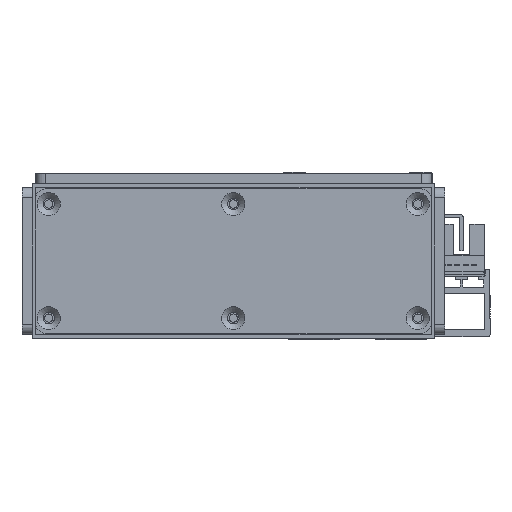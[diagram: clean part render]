
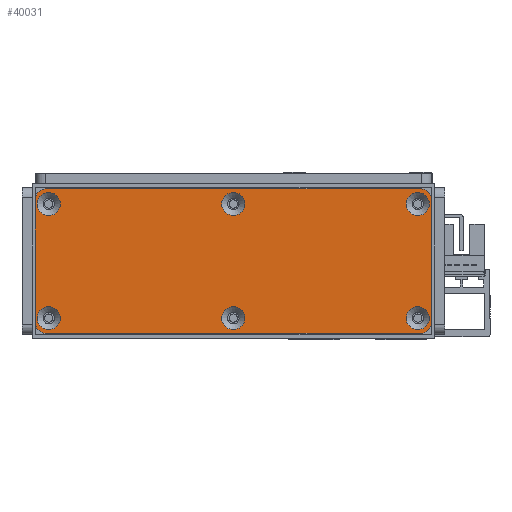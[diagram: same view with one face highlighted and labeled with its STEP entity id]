
A CAD part, front view. The second image highlights one B-rep face of the part: STEP entity #40031.
In plain terms, the highlighted face is planar.
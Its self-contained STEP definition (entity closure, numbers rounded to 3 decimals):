
#661=FACE_BOUND('',#7197,.T.);
#662=FACE_BOUND('',#7198,.T.);
#663=FACE_BOUND('',#7199,.T.);
#664=FACE_BOUND('',#7200,.T.);
#665=FACE_BOUND('',#7201,.T.);
#666=FACE_BOUND('',#7202,.T.);
#2305=PLANE('',#43275);
#4764=FACE_OUTER_BOUND('',#7196,.T.);
#7196=EDGE_LOOP('',(#37307,#37308,#37309,#37310,#37311,#37312,#37313,#37314));
#7197=EDGE_LOOP('',(#37315));
#7198=EDGE_LOOP('',(#37316));
#7199=EDGE_LOOP('',(#37317));
#7200=EDGE_LOOP('',(#37318));
#7201=EDGE_LOOP('',(#37319));
#7202=EDGE_LOOP('',(#37320));
#11685=LINE('',#66243,#16252);
#11689=LINE('',#66255,#16256);
#11693=LINE('',#66267,#16260);
#11697=LINE('',#66277,#16264);
#16252=VECTOR('',#53374,10.);
#16256=VECTOR('',#53386,10.);
#16260=VECTOR('',#53398,10.);
#16264=VECTOR('',#53410,10.);
#17326=CIRCLE('',#43229,3.45);
#17329=CIRCLE('',#43234,3.45);
#17332=CIRCLE('',#43239,3.45);
#17335=CIRCLE('',#43244,3.45);
#17338=CIRCLE('',#43249,3.45);
#17341=CIRCLE('',#43254,3.45);
#17345=CIRCLE('',#43260,3.);
#17347=CIRCLE('',#43264,3.);
#17349=CIRCLE('',#43268,3.);
#17351=CIRCLE('',#43272,3.);
#20922=VERTEX_POINT('',#66171);
#20925=VERTEX_POINT('',#66181);
#20928=VERTEX_POINT('',#66191);
#20931=VERTEX_POINT('',#66201);
#20934=VERTEX_POINT('',#66211);
#20937=VERTEX_POINT('',#66221);
#20942=VERTEX_POINT('',#66234);
#20943=VERTEX_POINT('',#66236);
#20945=VERTEX_POINT('',#66242);
#20947=VERTEX_POINT('',#66248);
#20949=VERTEX_POINT('',#66254);
#20951=VERTEX_POINT('',#66260);
#20953=VERTEX_POINT('',#66266);
#20955=VERTEX_POINT('',#66272);
#26392=EDGE_CURVE('',#20922,#20922,#17326,.T.);
#26397=EDGE_CURVE('',#20925,#20925,#17329,.T.);
#26402=EDGE_CURVE('',#20928,#20928,#17332,.T.);
#26407=EDGE_CURVE('',#20931,#20931,#17335,.T.);
#26412=EDGE_CURVE('',#20934,#20934,#17338,.T.);
#26417=EDGE_CURVE('',#20937,#20937,#17341,.T.);
#26424=EDGE_CURVE('',#20943,#20942,#17345,.T.);
#26427=EDGE_CURVE('',#20945,#20943,#11685,.T.);
#26430=EDGE_CURVE('',#20947,#20945,#17347,.T.);
#26433=EDGE_CURVE('',#20949,#20947,#11689,.T.);
#26436=EDGE_CURVE('',#20951,#20949,#17349,.T.);
#26439=EDGE_CURVE('',#20953,#20951,#11693,.T.);
#26442=EDGE_CURVE('',#20955,#20953,#17351,.T.);
#26445=EDGE_CURVE('',#20942,#20955,#11697,.T.);
#37307=ORIENTED_EDGE('',*,*,#26445,.T.);
#37308=ORIENTED_EDGE('',*,*,#26442,.T.);
#37309=ORIENTED_EDGE('',*,*,#26439,.T.);
#37310=ORIENTED_EDGE('',*,*,#26436,.T.);
#37311=ORIENTED_EDGE('',*,*,#26433,.T.);
#37312=ORIENTED_EDGE('',*,*,#26430,.T.);
#37313=ORIENTED_EDGE('',*,*,#26427,.T.);
#37314=ORIENTED_EDGE('',*,*,#26424,.T.);
#37315=ORIENTED_EDGE('',*,*,#26392,.T.);
#37316=ORIENTED_EDGE('',*,*,#26397,.T.);
#37317=ORIENTED_EDGE('',*,*,#26402,.T.);
#37318=ORIENTED_EDGE('',*,*,#26407,.T.);
#37319=ORIENTED_EDGE('',*,*,#26412,.T.);
#37320=ORIENTED_EDGE('',*,*,#26417,.T.);
#40031=ADVANCED_FACE('',(#4764,#661,#662,#663,#664,#665,#666),#2305,.T.);
#43229=AXIS2_PLACEMENT_3D('',#66172,#53293,#53294);
#43234=AXIS2_PLACEMENT_3D('',#66182,#53305,#53306);
#43239=AXIS2_PLACEMENT_3D('',#66192,#53317,#53318);
#43244=AXIS2_PLACEMENT_3D('',#66202,#53329,#53330);
#43249=AXIS2_PLACEMENT_3D('',#66212,#53341,#53342);
#43254=AXIS2_PLACEMENT_3D('',#66222,#53353,#53354);
#43260=AXIS2_PLACEMENT_3D('',#66237,#53368,#53369);
#43264=AXIS2_PLACEMENT_3D('',#66249,#53380,#53381);
#43268=AXIS2_PLACEMENT_3D('',#66261,#53392,#53393);
#43272=AXIS2_PLACEMENT_3D('',#66273,#53404,#53405);
#43275=AXIS2_PLACEMENT_3D('',#66279,#53413,#53414);
#53293=DIRECTION('center_axis',(0.,0.,-1.));
#53294=DIRECTION('ref_axis',(1.,0.,0.));
#53305=DIRECTION('center_axis',(0.,0.,-1.));
#53306=DIRECTION('ref_axis',(1.,0.,0.));
#53317=DIRECTION('center_axis',(0.,0.,-1.));
#53318=DIRECTION('ref_axis',(1.,0.,0.));
#53329=DIRECTION('center_axis',(0.,0.,-1.));
#53330=DIRECTION('ref_axis',(1.,0.,0.));
#53341=DIRECTION('center_axis',(0.,0.,-1.));
#53342=DIRECTION('ref_axis',(1.,0.,0.));
#53353=DIRECTION('center_axis',(0.,0.,-1.));
#53354=DIRECTION('ref_axis',(1.,0.,0.));
#53368=DIRECTION('center_axis',(0.,0.,1.));
#53369=DIRECTION('ref_axis',(-1.,0.,0.));
#53374=DIRECTION('',(0.,1.,0.));
#53380=DIRECTION('center_axis',(0.,0.,1.));
#53381=DIRECTION('ref_axis',(0.,1.,0.));
#53386=DIRECTION('',(1.,0.,0.));
#53392=DIRECTION('center_axis',(0.,0.,1.));
#53393=DIRECTION('ref_axis',(1.,0.,0.));
#53398=DIRECTION('',(0.,-1.,0.));
#53404=DIRECTION('center_axis',(0.,0.,1.));
#53405=DIRECTION('ref_axis',(0.,-1.,0.));
#53410=DIRECTION('',(-1.,0.,0.));
#53413=DIRECTION('center_axis',(0.,0.,1.));
#53414=DIRECTION('ref_axis',(1.,0.,0.));
#66171=CARTESIAN_POINT('',(110.55,4.5,3.));
#66172=CARTESIAN_POINT('Origin',(114.,4.5,3.));
#66181=CARTESIAN_POINT('',(55.55,38.5,3.));
#66182=CARTESIAN_POINT('Origin',(59.,38.5,3.));
#66191=CARTESIAN_POINT('',(55.55,4.5,3.));
#66192=CARTESIAN_POINT('Origin',(59.,4.5,3.));
#66201=CARTESIAN_POINT('',(0.55,38.5,3.));
#66202=CARTESIAN_POINT('Origin',(4.,38.5,3.));
#66211=CARTESIAN_POINT('',(110.55,38.5,3.));
#66212=CARTESIAN_POINT('Origin',(114.,38.5,3.));
#66221=CARTESIAN_POINT('',(0.55,4.5,3.));
#66222=CARTESIAN_POINT('Origin',(4.,4.5,3.));
#66234=CARTESIAN_POINT('',(115.,43.,3.));
#66236=CARTESIAN_POINT('',(118.,40.,3.));
#66237=CARTESIAN_POINT('Origin',(115.,40.,3.));
#66242=CARTESIAN_POINT('',(118.,3.,3.));
#66243=CARTESIAN_POINT('',(118.,40.,3.));
#66248=CARTESIAN_POINT('',(115.,0.,3.));
#66249=CARTESIAN_POINT('Origin',(115.,3.,3.));
#66254=CARTESIAN_POINT('',(3.,0.,3.));
#66255=CARTESIAN_POINT('',(115.,0.,3.));
#66260=CARTESIAN_POINT('',(0.,3.,3.));
#66261=CARTESIAN_POINT('Origin',(3.,3.,3.));
#66266=CARTESIAN_POINT('',(0.,40.,3.));
#66267=CARTESIAN_POINT('',(0.,3.,3.));
#66272=CARTESIAN_POINT('',(3.,43.,3.));
#66273=CARTESIAN_POINT('Origin',(3.,40.,3.));
#66277=CARTESIAN_POINT('',(3.,43.,3.));
#66279=CARTESIAN_POINT('Origin',(59.,21.5,3.));
